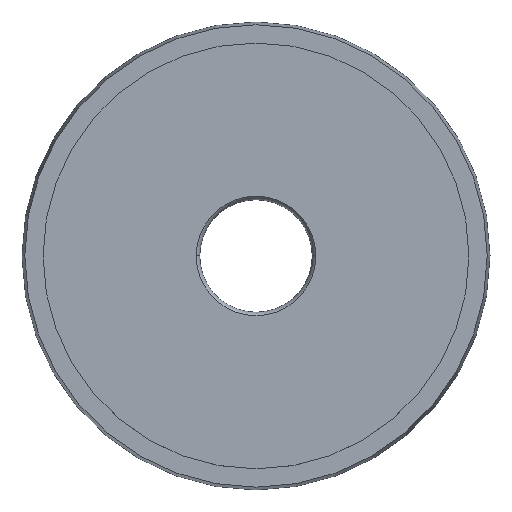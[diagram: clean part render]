
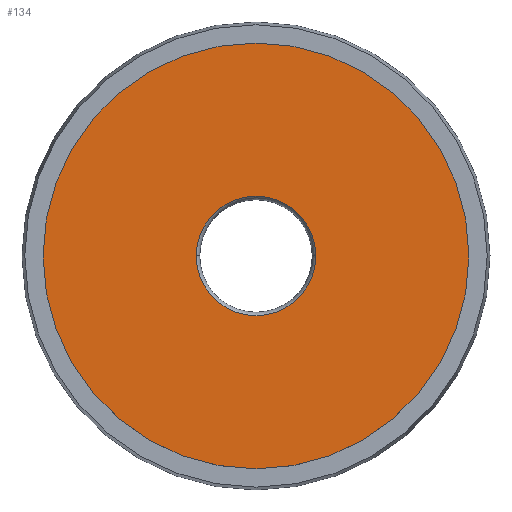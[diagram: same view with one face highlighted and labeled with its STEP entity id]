
A CAD part, top view. The second image highlights one B-rep face of the part: STEP entity #134.
In plain terms, the highlighted planar face has unit normal (0, 0, 1).
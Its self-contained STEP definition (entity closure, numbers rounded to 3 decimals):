
#33 = CARTESIAN_POINT ( 'NONE',  ( -4.25, 0., 0. ) ) ;
#66 = EDGE_CURVE ( 'NONE', #352, #211, #567, .T. ) ;
#71 = AXIS2_PLACEMENT_3D ( 'NONE', #348, #533, #206 ) ;
#100 = DIRECTION ( 'NONE',  ( 1., 0., 0. ) ) ;
#103 = DIRECTION ( 'NONE',  ( 0., 0., -1. ) ) ;
#106 = CARTESIAN_POINT ( 'NONE',  ( 0., 0., 0. ) ) ;
#107 = CARTESIAN_POINT ( 'NONE',  ( 0., 0., 0. ) ) ;
#115 = EDGE_LOOP ( 'NONE', ( #359, #167 ) ) ;
#121 = ORIENTED_EDGE ( 'NONE', *, *, #210, .F. ) ;
#134 = ADVANCED_FACE ( 'NONE', ( #276, #377 ), #354, .F. ) ;
#135 = DIRECTION ( 'NONE',  ( 1., 0., 0. ) ) ;
#167 = ORIENTED_EDGE ( 'NONE', *, *, #493, .T. ) ;
#172 = VERTEX_POINT ( 'NONE', #207 ) ;
#174 = CIRCLE ( 'NONE', #450, 15.15 ) ;
#200 = DIRECTION ( 'NONE',  ( -1., 0., 0. ) ) ;
#206 = DIRECTION ( 'NONE',  ( 1., 0., 0. ) ) ;
#207 = CARTESIAN_POINT ( 'NONE',  ( -15.15, 0., 0. ) ) ;
#209 = DIRECTION ( 'NONE',  ( 0., 0., 1. ) ) ;
#210 = EDGE_CURVE ( 'NONE', #211, #352, #547, .T. ) ;
#211 = VERTEX_POINT ( 'NONE', #526 ) ;
#248 = CIRCLE ( 'NONE', #538, 15.15 ) ;
#276 = FACE_BOUND ( 'NONE', #397, .T. ) ;
#282 = CARTESIAN_POINT ( 'NONE',  ( 0., 0., 0. ) ) ;
#291 = DIRECTION ( 'NONE',  ( 0., 0., 1. ) ) ;
#316 = ORIENTED_EDGE ( 'NONE', *, *, #66, .F. ) ;
#348 = CARTESIAN_POINT ( 'NONE',  ( 0., 0., 0. ) ) ;
#352 = VERTEX_POINT ( 'NONE', #33 ) ;
#354 = PLANE ( 'NONE',  #382 ) ;
#359 = ORIENTED_EDGE ( 'NONE', *, *, #630, .T. ) ;
#377 = FACE_OUTER_BOUND ( 'NONE', #115, .T. ) ;
#382 = AXIS2_PLACEMENT_3D ( 'NONE', #106, #103, #200 ) ;
#397 = EDGE_LOOP ( 'NONE', ( #121, #316 ) ) ;
#399 = CARTESIAN_POINT ( 'NONE',  ( 15.15, 0., 0. ) ) ;
#423 = CARTESIAN_POINT ( 'NONE',  ( 0., 0., 0. ) ) ;
#450 = AXIS2_PLACEMENT_3D ( 'NONE', #282, #291, #100 ) ;
#493 = EDGE_CURVE ( 'NONE', #172, #625, #174, .T. ) ;
#526 = CARTESIAN_POINT ( 'NONE',  ( 4.25, 0., 0. ) ) ;
#533 = DIRECTION ( 'NONE',  ( 0., 0., 1. ) ) ;
#538 = AXIS2_PLACEMENT_3D ( 'NONE', #107, #209, #545 ) ;
#545 = DIRECTION ( 'NONE',  ( 1., 0., 0. ) ) ;
#547 = CIRCLE ( 'NONE', #594, 4.25 ) ;
#567 = CIRCLE ( 'NONE', #71, 4.25 ) ;
#594 = AXIS2_PLACEMENT_3D ( 'NONE', #423, #618, #135 ) ;
#618 = DIRECTION ( 'NONE',  ( 0., 0., 1. ) ) ;
#625 = VERTEX_POINT ( 'NONE', #399 ) ;
#630 = EDGE_CURVE ( 'NONE', #625, #172, #248, .T. ) ;
